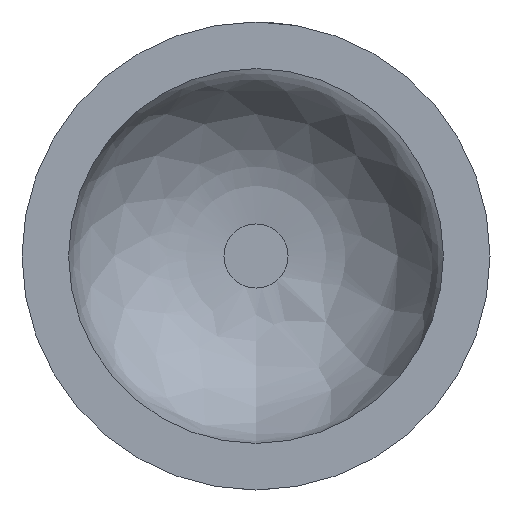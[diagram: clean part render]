
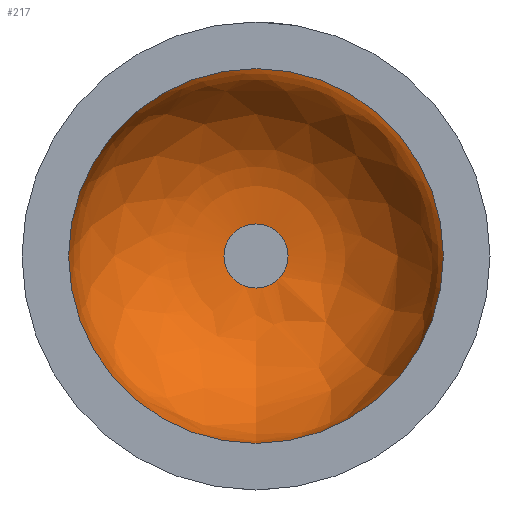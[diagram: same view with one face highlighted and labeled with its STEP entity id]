
A CAD part, front view. The second image highlights one B-rep face of the part: STEP entity #217.
In plain terms, the highlighted free-form (B-spline) face has degree [2, 2] with [3, 9] control points.
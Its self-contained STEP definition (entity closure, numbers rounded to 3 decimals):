
#60=FACE_OUTER_BOUND('',#74,.T.);
#74=EDGE_LOOP('',(#158,#159,#160,#161,#162));
#96=CIRCLE('',#245,4.13);
#97=CIRCLE('',#246,20.);
#98=CIRCLE('',#247,24.13);
#99=CIRCLE('',#248,24.13);
#108=VERTEX_POINT('',#357);
#109=VERTEX_POINT('',#359);
#110=VERTEX_POINT('',#361);
#129=EDGE_CURVE('',#108,#108,#96,.T.);
#130=EDGE_CURVE('',#108,#109,#97,.T.);
#131=EDGE_CURVE('',#109,#110,#98,.T.);
#132=EDGE_CURVE('',#110,#109,#99,.T.);
#158=ORIENTED_EDGE('',*,*,#129,.T.);
#159=ORIENTED_EDGE('',*,*,#130,.T.);
#160=ORIENTED_EDGE('',*,*,#131,.T.);
#161=ORIENTED_EDGE('',*,*,#132,.T.);
#162=ORIENTED_EDGE('',*,*,#130,.F.);
#216=(
BOUNDED_SURFACE()
B_SPLINE_SURFACE(2,2,((#330,#331,#332,#333,#334,#335,#336,#337,#338),(#339,
#340,#341,#342,#343,#344,#345,#346,#347),(#348,#349,#350,#351,#352,#353,
#354,#355,#356)),.UNSPECIFIED.,.F.,.T.,.F.)
B_SPLINE_SURFACE_WITH_KNOTS((3,3),(3,2,2,2,3),(0.,1.571),
(-3.142,-1.571,0.,1.571,3.142),
 .UNSPECIFIED.)
GEOMETRIC_REPRESENTATION_ITEM()
RATIONAL_B_SPLINE_SURFACE(((1.,0.707,1.,0.707,1.,
0.707,1.,0.707,1.),(0.707,0.5,
0.707,0.5,0.707,0.5,0.707,
0.5,0.707),(1.,0.707,1.,0.707,
1.,0.707,1.,0.707,1.)))
REPRESENTATION_ITEM('')
SURFACE()
);
#217=ADVANCED_FACE('',(#60),#216,.T.);
#245=AXIS2_PLACEMENT_3D('',#358,#272,#273);
#246=AXIS2_PLACEMENT_3D('',#360,#274,#275);
#247=AXIS2_PLACEMENT_3D('',#362,#276,#277);
#248=AXIS2_PLACEMENT_3D('',#363,#278,#279);
#272=DIRECTION('center_axis',(0.,1.,0.));
#273=DIRECTION('ref_axis',(1.,0.,0.));
#274=DIRECTION('center_axis',(-1.,0.,0.));
#275=DIRECTION('ref_axis',(0.,0.,-1.));
#276=DIRECTION('center_axis',(0.,-1.,0.));
#277=DIRECTION('ref_axis',(1.,0.,0.));
#278=DIRECTION('center_axis',(0.,-1.,0.));
#279=DIRECTION('ref_axis',(1.,0.,0.));
#330=CARTESIAN_POINT('Ctrl Pts',(88.9,295.,82.22));
#331=CARTESIAN_POINT('Ctrl Pts',(64.77,295.,82.22));
#332=CARTESIAN_POINT('Ctrl Pts',(64.77,295.,106.35));
#333=CARTESIAN_POINT('Ctrl Pts',(64.77,295.,130.48));
#334=CARTESIAN_POINT('Ctrl Pts',(88.9,295.,130.48));
#335=CARTESIAN_POINT('Ctrl Pts',(113.03,295.,130.48));
#336=CARTESIAN_POINT('Ctrl Pts',(113.03,295.,106.35));
#337=CARTESIAN_POINT('Ctrl Pts',(113.03,295.,82.22));
#338=CARTESIAN_POINT('Ctrl Pts',(88.9,295.,82.22));
#339=CARTESIAN_POINT('Ctrl Pts',(88.9,315.,82.22));
#340=CARTESIAN_POINT('Ctrl Pts',(64.77,315.,82.22));
#341=CARTESIAN_POINT('Ctrl Pts',(64.77,315.,106.35));
#342=CARTESIAN_POINT('Ctrl Pts',(64.77,315.,130.48));
#343=CARTESIAN_POINT('Ctrl Pts',(88.9,315.,130.48));
#344=CARTESIAN_POINT('Ctrl Pts',(113.03,315.,130.48));
#345=CARTESIAN_POINT('Ctrl Pts',(113.03,315.,106.35));
#346=CARTESIAN_POINT('Ctrl Pts',(113.03,315.,82.22));
#347=CARTESIAN_POINT('Ctrl Pts',(88.9,315.,82.22));
#348=CARTESIAN_POINT('Ctrl Pts',(88.9,315.,102.22));
#349=CARTESIAN_POINT('Ctrl Pts',(84.77,315.,102.22));
#350=CARTESIAN_POINT('Ctrl Pts',(84.77,315.,106.35));
#351=CARTESIAN_POINT('Ctrl Pts',(84.77,315.,110.48));
#352=CARTESIAN_POINT('Ctrl Pts',(88.9,315.,110.48));
#353=CARTESIAN_POINT('Ctrl Pts',(93.03,315.,110.48));
#354=CARTESIAN_POINT('Ctrl Pts',(93.03,315.,106.35));
#355=CARTESIAN_POINT('Ctrl Pts',(93.03,315.,102.22));
#356=CARTESIAN_POINT('Ctrl Pts',(88.9,315.,102.22));
#357=CARTESIAN_POINT('',(88.9,315.,102.22));
#358=CARTESIAN_POINT('Origin',(88.9,315.,106.35));
#359=CARTESIAN_POINT('',(88.9,295.,82.22));
#360=CARTESIAN_POINT('Origin',(88.9,295.,102.22));
#361=CARTESIAN_POINT('',(64.77,295.,106.35));
#362=CARTESIAN_POINT('Origin',(88.9,295.,106.35));
#363=CARTESIAN_POINT('Origin',(88.9,295.,106.35));
